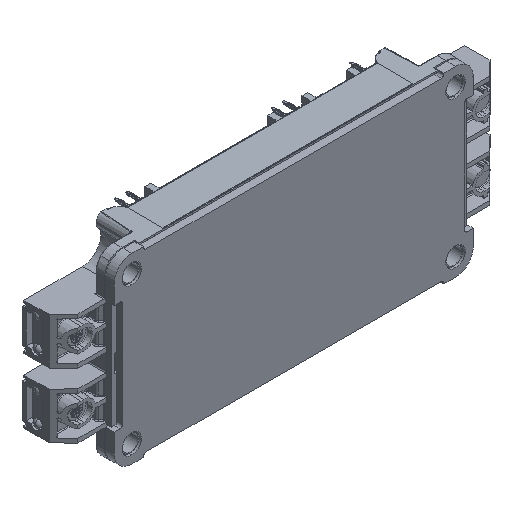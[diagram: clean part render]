
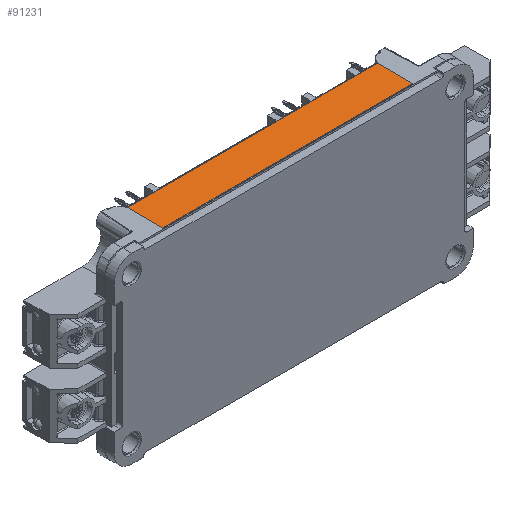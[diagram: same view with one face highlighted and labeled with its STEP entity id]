
A CAD part, isometric view. The second image highlights one B-rep face of the part: STEP entity #91231.
In plain terms, the highlighted planar face has unit normal (0, -0.009, 1).
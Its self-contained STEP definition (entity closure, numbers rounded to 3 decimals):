
#1512 = FACE_OUTER_BOUND ( 'NONE', #28912, .T. ) ;
#22838 = AXIS2_PLACEMENT_3D ( 'NONE', #31199, #31255, #31258 ) ;
#24270 = VERTEX_POINT ( 'NONE', #50161 ) ;
#24272 = VERTEX_POINT ( 'NONE', #50162 ) ;
#24277 = VERTEX_POINT ( 'NONE', #50105 ) ;
#24299 = VERTEX_POINT ( 'NONE', #50113 ) ;
#27116 = DIRECTION ( 'NONE',  ( 0., -1., -0.009 ) ) ;
#27117 = CARTESIAN_POINT ( 'NONE',  ( -42.5, 14.05, 31.274 ) ) ;
#27124 = DIRECTION ( 'NONE',  ( 1., 0., 0. ) ) ;
#27126 = CARTESIAN_POINT ( 'NONE',  ( -42.5, 2.05, 31.169 ) ) ;
#27170 = DIRECTION ( 'NONE',  ( -1., 0., 0. ) ) ;
#27172 = CARTESIAN_POINT ( 'NONE',  ( -42.5, 14.05, 31.274 ) ) ;
#27271 = DIRECTION ( 'NONE',  ( 0., 1., 0.009 ) ) ;
#27273 = CARTESIAN_POINT ( 'NONE',  ( 42.5, 14.05, 31.274 ) ) ;
#28912 = EDGE_LOOP ( 'NONE', ( #92389, #92398, #92396, #92394 ) ) ;
#31199 = CARTESIAN_POINT ( 'NONE',  ( -42.5, 2.05, 31.169 ) ) ;
#31224 = PLANE ( 'NONE',  #22838 ) ;
#31255 = DIRECTION ( 'NONE',  ( 0., -0.009, 1. ) ) ;
#31258 = DIRECTION ( 'NONE',  ( 1., 0., 0. ) ) ;
#50105 = CARTESIAN_POINT ( 'NONE',  ( -42.5, 2.05, 31.169 ) ) ;
#50113 = CARTESIAN_POINT ( 'NONE',  ( 42.5, 2.05, 31.169 ) ) ;
#50161 = CARTESIAN_POINT ( 'NONE',  ( 42.5, 14.05, 31.274 ) ) ;
#50162 = CARTESIAN_POINT ( 'NONE',  ( -42.5, 14.05, 31.274 ) ) ;
#82699 = EDGE_CURVE ( 'NONE', #24299, #24270, #102398, .T. ) ;
#82733 = EDGE_CURVE ( 'NONE', #24270, #24272, #102612, .T. ) ;
#82759 = EDGE_CURVE ( 'NONE', #24277, #24299, #102453, .T. ) ;
#82766 = EDGE_CURVE ( 'NONE', #24272, #24277, #102557, .T. ) ;
#91231 = ADVANCED_FACE ( 'NONE', ( #1512 ), #31224, .T. ) ;
#92389 = ORIENTED_EDGE ( 'NONE', *, *, #82766, .T. ) ;
#92394 = ORIENTED_EDGE ( 'NONE', *, *, #82733, .T. ) ;
#92396 = ORIENTED_EDGE ( 'NONE', *, *, #82699, .T. ) ;
#92398 = ORIENTED_EDGE ( 'NONE', *, *, #82759, .T. ) ;
#102275 = VECTOR ( 'NONE', #27271, 1000. ) ;
#102391 = VECTOR ( 'NONE', #27124, 1000. ) ;
#102398 = LINE ( 'NONE', #27273, #102275 ) ;
#102453 = LINE ( 'NONE', #27126, #102391 ) ;
#102557 = LINE ( 'NONE', #27117, #102632 ) ;
#102560 = VECTOR ( 'NONE', #27170, 1000. ) ;
#102612 = LINE ( 'NONE', #27172, #102560 ) ;
#102632 = VECTOR ( 'NONE', #27116, 1000. ) ;
